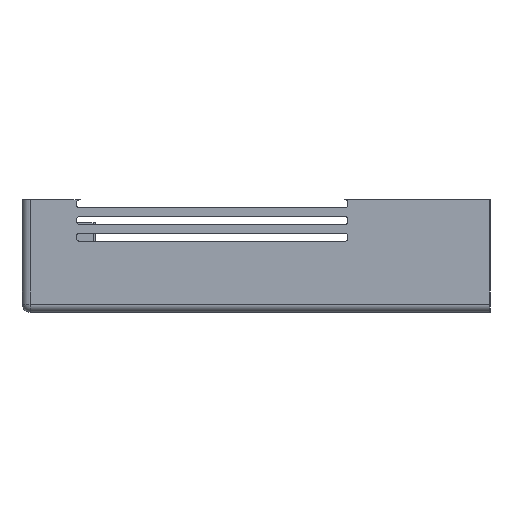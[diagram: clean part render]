
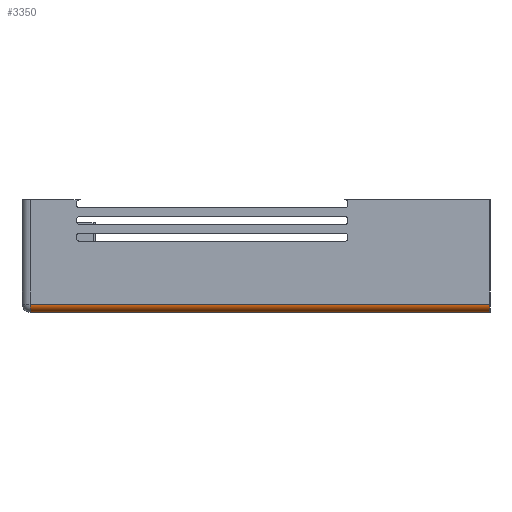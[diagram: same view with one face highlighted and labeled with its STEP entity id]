
A CAD part, left-side view. The second image highlights one B-rep face of the part: STEP entity #3350.
In plain terms, the highlighted cylindrical face has radius 2 mm (diameter 4 mm), a partial arc.
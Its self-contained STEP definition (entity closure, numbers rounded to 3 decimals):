
#202 = PLANE('',#203);
#203 = AXIS2_PLACEMENT_3D('',#204,#205,#206);
#204 = CARTESIAN_POINT('',(-7.,-5.,0.));
#205 = DIRECTION('',(1.,0.,0.));
#206 = DIRECTION('',(0.,0.,1.));
#295 = VERTEX_POINT('',#296);
#296 = CARTESIAN_POINT('',(-7.,-5.,0.));
#312 = PLANE('',#313);
#313 = AXIS2_PLACEMENT_3D('',#314,#315,#316);
#314 = CARTESIAN_POINT('',(-5.,-5.,0.));
#315 = DIRECTION('',(0.,1.,0.));
#316 = DIRECTION('',(0.,0.,1.));
#324 = EDGE_CURVE('',#295,#325,#327,.T.);
#325 = VERTEX_POINT('',#326);
#326 = CARTESIAN_POINT('',(-7.,105.,0.));
#327 = SURFACE_CURVE('',#328,(#332,#339),.PCURVE_S1.);
#328 = LINE('',#329,#330);
#329 = CARTESIAN_POINT('',(-7.,-5.,0.));
#330 = VECTOR('',#331,1.);
#331 = DIRECTION('',(0.,1.,0.));
#332 = PCURVE('',#202,#333);
#333 = DEFINITIONAL_REPRESENTATION('',(#334),#338);
#334 = LINE('',#335,#336);
#335 = CARTESIAN_POINT('',(0.,0.));
#336 = VECTOR('',#337,1.);
#337 = DIRECTION('',(0.,-1.));
#338 = ( GEOMETRIC_REPRESENTATION_CONTEXT(2) 
PARAMETRIC_REPRESENTATION_CONTEXT() REPRESENTATION_CONTEXT('2D SPACE',''
  ) );
#339 = PCURVE('',#340,#345);
#340 = CYLINDRICAL_SURFACE('',#341,2.);
#341 = AXIS2_PLACEMENT_3D('',#342,#343,#344);
#342 = CARTESIAN_POINT('',(-5.,-5.,0.));
#343 = DIRECTION('',(0.,1.,0.));
#344 = DIRECTION('',(0.,0.,1.));
#345 = DEFINITIONAL_REPRESENTATION('',(#346),#350);
#346 = LINE('',#347,#348);
#347 = CARTESIAN_POINT('',(-1.571,0.));
#348 = VECTOR('',#349,1.);
#349 = DIRECTION('',(-0.,1.));
#350 = ( GEOMETRIC_REPRESENTATION_CONTEXT(2) 
PARAMETRIC_REPRESENTATION_CONTEXT() REPRESENTATION_CONTEXT('2D SPACE',''
  ) );
#1024 = SPHERICAL_SURFACE('',#1025,2.);
#1025 = AXIS2_PLACEMENT_3D('',#1026,#1027,#1028);
#1026 = CARTESIAN_POINT('',(-5.,105.,0.));
#1027 = DIRECTION('',(0.,0.707,0.707));
#1028 = DIRECTION('',(0.577,-0.577,0.577));
#3135 = VERTEX_POINT('',#3136);
#3136 = CARTESIAN_POINT('',(-5.,-5.,-2.));
#3150 = PLANE('',#3151);
#3151 = AXIS2_PLACEMENT_3D('',#3152,#3153,#3154);
#3152 = CARTESIAN_POINT('',(-5.,-5.,-2.));
#3153 = DIRECTION('',(0.,0.,1.));
#3154 = DIRECTION('',(1.,0.,0.));
#3162 = EDGE_CURVE('',#295,#3135,#3163,.T.);
#3163 = SURFACE_CURVE('',#3164,(#3169,#3180),.PCURVE_S1.);
#3164 = CIRCLE('',#3165,2.);
#3165 = AXIS2_PLACEMENT_3D('',#3166,#3167,#3168);
#3166 = CARTESIAN_POINT('',(-5.,-5.,0.));
#3167 = DIRECTION('',(-0.,-1.,0.));
#3168 = DIRECTION('',(0.,0.,1.));
#3169 = PCURVE('',#312,#3170);
#3170 = DEFINITIONAL_REPRESENTATION('',(#3171),#3179);
#3171 = ( BOUNDED_CURVE() B_SPLINE_CURVE(2,(#3172,#3173,#3174,#3175,
#3176,#3177,#3178),.UNSPECIFIED.,.T.,.F.) B_SPLINE_CURVE_WITH_KNOTS((1,2
    ,2,2,2,1),(-2.094,0.,2.094,4.189,
6.283,8.378),.UNSPECIFIED.) CURVE() 
GEOMETRIC_REPRESENTATION_ITEM() RATIONAL_B_SPLINE_CURVE((1.,0.5,1.,0.5,
1.,0.5,1.)) REPRESENTATION_ITEM('') );
#3172 = CARTESIAN_POINT('',(2.,0.));
#3173 = CARTESIAN_POINT('',(2.,-3.464));
#3174 = CARTESIAN_POINT('',(-1.,-1.732));
#3175 = CARTESIAN_POINT('',(-4.,0.));
#3176 = CARTESIAN_POINT('',(-1.,1.732));
#3177 = CARTESIAN_POINT('',(2.,3.464));
#3178 = CARTESIAN_POINT('',(2.,0.));
#3179 = ( GEOMETRIC_REPRESENTATION_CONTEXT(2) 
PARAMETRIC_REPRESENTATION_CONTEXT() REPRESENTATION_CONTEXT('2D SPACE',''
  ) );
#3180 = PCURVE('',#340,#3181);
#3181 = DEFINITIONAL_REPRESENTATION('',(#3182),#3186);
#3182 = LINE('',#3183,#3184);
#3183 = CARTESIAN_POINT('',(-0.,0.));
#3184 = VECTOR('',#3185,1.);
#3185 = DIRECTION('',(-1.,0.));
#3186 = ( GEOMETRIC_REPRESENTATION_CONTEXT(2) 
PARAMETRIC_REPRESENTATION_CONTEXT() REPRESENTATION_CONTEXT('2D SPACE',''
  ) );
#3350 = ADVANCED_FACE('',(#3351),#340,.T.);
#3351 = FACE_BOUND('',#3352,.F.);
#3352 = EDGE_LOOP('',(#3353,#3354,#3355,#3378));
#3353 = ORIENTED_EDGE('',*,*,#324,.F.);
#3354 = ORIENTED_EDGE('',*,*,#3162,.T.);
#3355 = ORIENTED_EDGE('',*,*,#3356,.T.);
#3356 = EDGE_CURVE('',#3135,#3357,#3359,.T.);
#3357 = VERTEX_POINT('',#3358);
#3358 = CARTESIAN_POINT('',(-5.,105.,-2.));
#3359 = SURFACE_CURVE('',#3360,(#3364,#3371),.PCURVE_S1.);
#3360 = LINE('',#3361,#3362);
#3361 = CARTESIAN_POINT('',(-5.,-5.,-2.));
#3362 = VECTOR('',#3363,1.);
#3363 = DIRECTION('',(0.,1.,0.));
#3364 = PCURVE('',#340,#3365);
#3365 = DEFINITIONAL_REPRESENTATION('',(#3366),#3370);
#3366 = LINE('',#3367,#3368);
#3367 = CARTESIAN_POINT('',(-3.142,0.));
#3368 = VECTOR('',#3369,1.);
#3369 = DIRECTION('',(-0.,1.));
#3370 = ( GEOMETRIC_REPRESENTATION_CONTEXT(2) 
PARAMETRIC_REPRESENTATION_CONTEXT() REPRESENTATION_CONTEXT('2D SPACE',''
  ) );
#3371 = PCURVE('',#3150,#3372);
#3372 = DEFINITIONAL_REPRESENTATION('',(#3373),#3377);
#3373 = LINE('',#3374,#3375);
#3374 = CARTESIAN_POINT('',(0.,0.));
#3375 = VECTOR('',#3376,1.);
#3376 = DIRECTION('',(0.,1.));
#3377 = ( GEOMETRIC_REPRESENTATION_CONTEXT(2) 
PARAMETRIC_REPRESENTATION_CONTEXT() REPRESENTATION_CONTEXT('2D SPACE',''
  ) );
#3378 = ORIENTED_EDGE('',*,*,#3379,.F.);
#3379 = EDGE_CURVE('',#325,#3357,#3380,.T.);
#3380 = SURFACE_CURVE('',#3381,(#3386,#3393),.PCURVE_S1.);
#3381 = CIRCLE('',#3382,2.);
#3382 = AXIS2_PLACEMENT_3D('',#3383,#3384,#3385);
#3383 = CARTESIAN_POINT('',(-5.,105.,0.));
#3384 = DIRECTION('',(-0.,-1.,0.));
#3385 = DIRECTION('',(0.,0.,1.));
#3386 = PCURVE('',#340,#3387);
#3387 = DEFINITIONAL_REPRESENTATION('',(#3388),#3392);
#3388 = LINE('',#3389,#3390);
#3389 = CARTESIAN_POINT('',(-0.,110.));
#3390 = VECTOR('',#3391,1.);
#3391 = DIRECTION('',(-1.,0.));
#3392 = ( GEOMETRIC_REPRESENTATION_CONTEXT(2) 
PARAMETRIC_REPRESENTATION_CONTEXT() REPRESENTATION_CONTEXT('2D SPACE',''
  ) );
#3393 = PCURVE('',#1024,#3394);
#3394 = DEFINITIONAL_REPRESENTATION('',(#3395),#3414);
#3395 = B_SPLINE_CURVE_WITH_KNOTS('',9,(#3396,#3397,#3398,#3399,#3400,
    #3401,#3402,#3403,#3404,#3405,#3406,#3407,#3408,#3409,#3410,#3411,
    #3412,#3413),.UNSPECIFIED.,.F.,.F.,(10,8,10),(1.571,
    2.356,3.142),.UNSPECIFIED.);
#3396 = CARTESIAN_POINT('',(4.097,0.));
#3397 = CARTESIAN_POINT('',(4.035,-0.062));
#3398 = CARTESIAN_POINT('',(3.973,-0.123));
#3399 = CARTESIAN_POINT('',(3.911,-0.185));
#3400 = CARTESIAN_POINT('',(3.847,-0.245));
#3401 = CARTESIAN_POINT('',(3.782,-0.305));
#3402 = CARTESIAN_POINT('',(3.713,-0.363));
#3403 = CARTESIAN_POINT('',(3.641,-0.42));
#3404 = CARTESIAN_POINT('',(3.564,-0.473));
#3405 = CARTESIAN_POINT('',(3.399,-0.574));
#3406 = CARTESIAN_POINT('',(3.311,-0.621));
#3407 = CARTESIAN_POINT('',(3.218,-0.664));
#3408 = CARTESIAN_POINT('',(3.117,-0.702));
#3409 = CARTESIAN_POINT('',(3.009,-0.734));
#3410 = CARTESIAN_POINT('',(2.894,-0.76));
#3411 = CARTESIAN_POINT('',(2.773,-0.777));
#3412 = CARTESIAN_POINT('',(2.65,-0.785));
#3413 = CARTESIAN_POINT('',(2.526,-0.785));
#3414 = ( GEOMETRIC_REPRESENTATION_CONTEXT(2) 
PARAMETRIC_REPRESENTATION_CONTEXT() REPRESENTATION_CONTEXT('2D SPACE',''
  ) );
